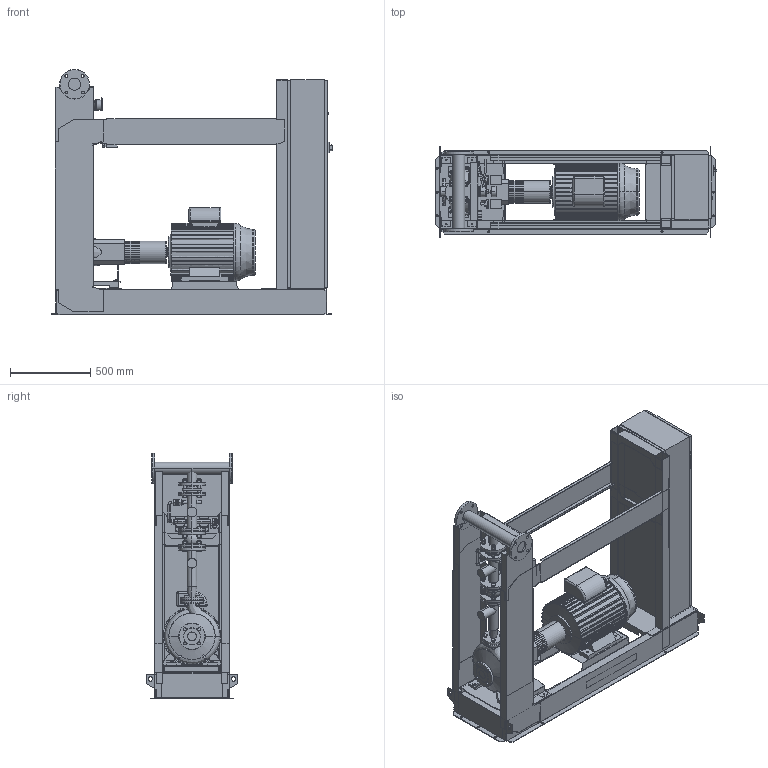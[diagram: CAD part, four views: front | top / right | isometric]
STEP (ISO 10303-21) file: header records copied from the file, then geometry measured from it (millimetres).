
FILE_DESCRIPTION((''),'2;1');
FILE_NAME('3d_Sifire-EN-32_250-235-22E-4183656.stp','2015-05-25T14:14:06',(''),(''),'Mechanical Desktop 2009','Mechanical Desktop 2009',', , ');
FILE_SCHEMA(('CONFIG_CONTROL_DESIGN'));
Length unit declared in the file: millimetre
Products named in the file (1): Product
Bounding box: 1754.5 x 568 x 1527.5 mm (x, y, z)
Volume: 229714962.8 mm3; surface area: 16922754.4 mm2
Topology: 97 solids, 97 shells, 2651 faces, 6522 edges, 4167 vertices
Faces by surface type: plane 1081, bspline 769, cylinder 505, cone 236, torus 52, sphere 8
Entity records: 85699 total; most frequent: CARTESIAN_POINT 26361, ORIENTED_EDGE 13032, DIRECTION 11142, EDGE_CURVE 6516, VERTEX_POINT 4166, VECTOR 3768, LINE 3768, AXIS2_PLACEMENT_3D 3687
